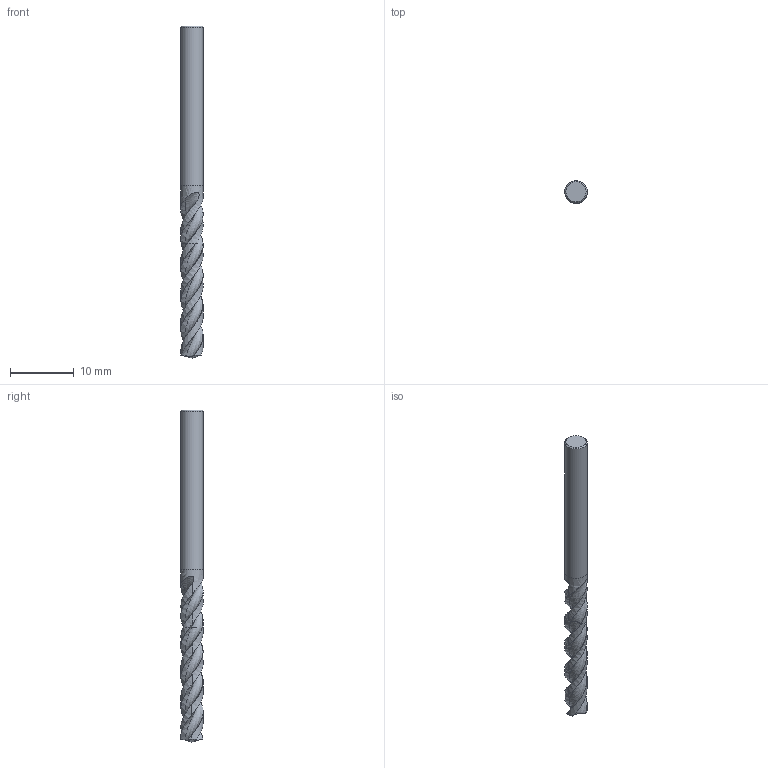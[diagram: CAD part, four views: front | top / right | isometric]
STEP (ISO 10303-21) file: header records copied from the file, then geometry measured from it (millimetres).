
FILE_DESCRIPTION(('STEP'), '1');
FILE_NAME('10473158.stp', '2020-03-06T17:39:54', ('TDM Systems GmbH'), ('TDM Systems GmbH'), 'HarmonyWare STEP v2.1.2-dev Express v3.0.0.0', 'TDM', 'Unknown');
FILE_SCHEMA(('AUTOMOTIVE_DESIGN'));
Length unit declared in the file: millimetre
Products named in the file (1): NONE
Bounding box: 3.5 x 3.5 x 52 mm (x, y, z)
Volume: 374.6 mm3; surface area: 638.8 mm2
Topology: 2 solids, 2 shells, 37 faces, 109 edges, 80 vertices
Faces by surface type: bspline 34, plane 3
Entity records: 8192 total; most frequent: CARTESIAN_POINT 7400, ORIENTED_EDGE 208, EDGE_CURVE 104, VERTEX_POINT 71, DIRECTION 69, B_SPLINE_CURVE_WITH_KNOTS 50, ADVANCED_FACE 37, FACE_OUTER_BOUND 37
